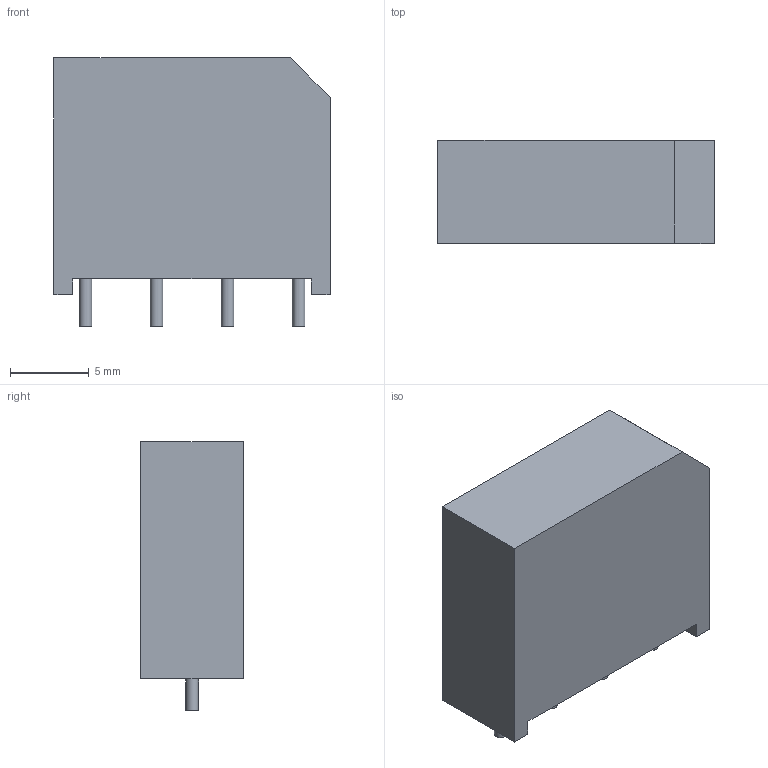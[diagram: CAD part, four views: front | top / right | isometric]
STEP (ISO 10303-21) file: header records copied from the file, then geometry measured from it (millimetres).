
FILE_DESCRIPTION(('FreeCAD Model'),'2;1');
FILE_NAME('2KBB-R.stp', '2014-10-22T21:43:04',('FreeCAD'),('FreeCAD'), 'Open CASCADE STEP processor 6.6','FreeCAD','Unknown');
FILE_SCHEMA(('AUTOMOTIVE_DESIGN_CC2 { 1 2 10303 214 -1 1 5 4 }'));
Length unit declared in the file: millimetre
Products named in the file (2): Pad001; Pocket
Bounding box: 17.5 x 6.5 x 17 mm (x, y, z)
Volume: 1593.8 mm3; surface area: 949.5 mm2
Topology: 5 solids, 5 shells, 41 faces, 87 edges, 58 vertices
Faces by surface type: plane 37, cylinder 4
Full cylindrical faces by diameter (mm): 0.8 x4
Entity records: 2305 total; most frequent: CARTESIAN_POINT 409, DIRECTION 345, LINE 245, VECTOR 245, ORIENTED_EDGE 174, PCURVE 174, DEFINITIONAL_REPRESENTATION 174, EDGE_CURVE 87
